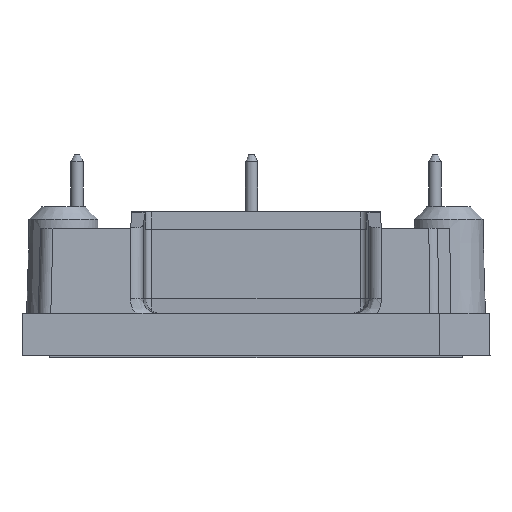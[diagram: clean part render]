
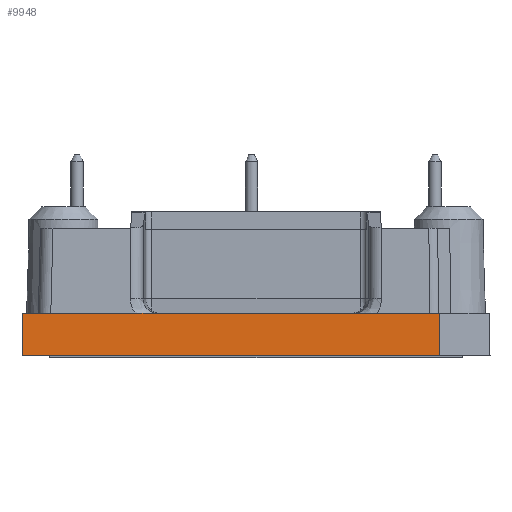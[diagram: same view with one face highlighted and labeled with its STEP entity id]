
A CAD part, left-side view. The second image highlights one B-rep face of the part: STEP entity #9948.
In plain terms, the highlighted planar face has unit normal (-1, 0, 0.018).
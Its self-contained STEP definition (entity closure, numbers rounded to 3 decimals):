
#1175=ORIENTED_EDGE('',*,*,#3117,.T.);
#1176=ORIENTED_EDGE('',*,*,#3118,.F.);
#1177=ORIENTED_EDGE('',*,*,#3119,.T.);
#1178=ORIENTED_EDGE('',*,*,#3064,.T.);
#3064=EDGE_CURVE('',#4076,#4080,#4825,.F.);
#3117=EDGE_CURVE('',#4080,#4114,#4861,.F.);
#3118=EDGE_CURVE('',#4115,#4114,#4862,.F.);
#3119=EDGE_CURVE('',#4115,#4076,#4863,.T.);
#4076=VERTEX_POINT('',#13554);
#4080=VERTEX_POINT('',#13562);
#4114=VERTEX_POINT('',#13671);
#4115=VERTEX_POINT('',#13675);
#4825=LINE('',#13563,#5462);
#4861=LINE('',#13672,#5498);
#4862=LINE('',#13674,#5499);
#4863=LINE('',#13676,#5500);
#5462=VECTOR('',#11538,1000.);
#5498=VECTOR('',#11652,1000.);
#5499=VECTOR('',#11655,1000.);
#5500=VECTOR('',#11656,1000.);
#6091=EDGE_LOOP('',(#1175,#1176,#1177,#1178));
#6760=FACE_BOUND('',#6091,.T.);
#7347=PLANE('',#10567);
#9948=ADVANCED_FACE('',(#6760),#7347,.T.);
#10567=AXIS2_PLACEMENT_3D('',#13673,#11653,#11654);
#11538=DIRECTION('',(0.,1.,0.));
#11652=DIRECTION('',(-0.017,-0.007,-1.));
#11653=DIRECTION('',(-1.,0.,0.017));
#11654=DIRECTION('',(0.017,0.,1.));
#11655=DIRECTION('',(0.,1.,0.));
#11656=DIRECTION('',(-0.017,0.017,-1.));
#13554=CARTESIAN_POINT('',(-41.,18.7,0.));
#13562=CARTESIAN_POINT('',(-41.,-14.7,0.));
#13563=CARTESIAN_POINT('',(-41.,0.,0.));
#13671=CARTESIAN_POINT('',(-40.941,-14.675,3.4));
#13672=CARTESIAN_POINT('',(-40.998,-14.699,0.134));
#13673=CARTESIAN_POINT('',(-41.,0.,0.));
#13674=CARTESIAN_POINT('',(-40.941,0.,3.4));
#13675=CARTESIAN_POINT('',(-40.941,18.641,3.4));
#13676=CARTESIAN_POINT('',(-40.994,18.694,0.326));
